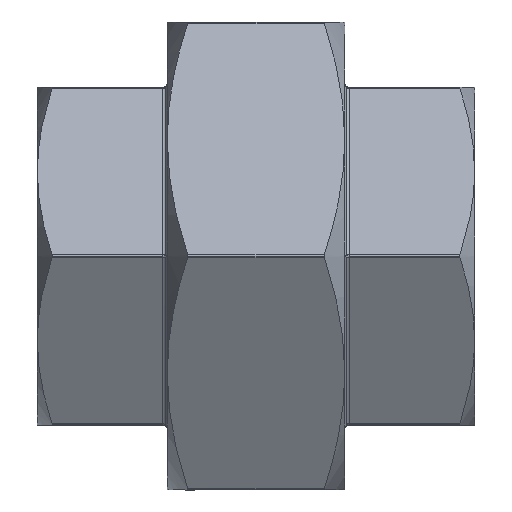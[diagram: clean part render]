
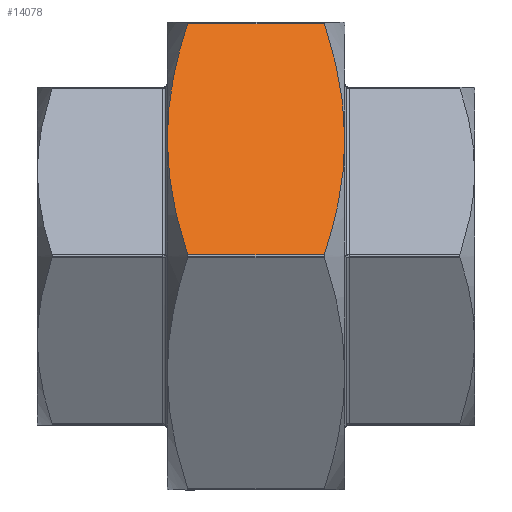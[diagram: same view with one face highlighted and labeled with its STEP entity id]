
A CAD part, front view. The second image highlights one B-rep face of the part: STEP entity #14078.
In plain terms, the highlighted planar face has unit normal (0, -0.866, 0.5).
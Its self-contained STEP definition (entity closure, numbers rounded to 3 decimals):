
#401 = CARTESIAN_POINT ( 'NONE',  ( 7.888, -15.675, 26.85 ) ) ;
#612 =( BOUNDED_CURVE ( )  B_SPLINE_CURVE ( 2, ( #6877, #10242, #7806 ),
 .UNSPECIFIED., .F., .F. ) 
 B_SPLINE_CURVE_WITH_KNOTS ( ( 3, 3 ),
 ( 2.3, 3.959 ),
 .UNSPECIFIED. ) 
 CURVE ( )  GEOMETRIC_REPRESENTATION_ITEM ( )  RATIONAL_B_SPLINE_CURVE ( ( 1., 1.052, 1.029 ) ) 
 REPRESENTATION_ITEM ( '' )  );
#1405 = EDGE_CURVE ( 'NONE', #4216, #14603, #3640, .T. ) ;
#2024 = CARTESIAN_POINT ( 'NONE',  ( 7.888, -31.09, 0.15 ) ) ;
#2217 = LINE ( 'NONE', #3786, #11119 ) ;
#2371 = CARTESIAN_POINT ( 'NONE',  ( 7.888, -15.675, 26.85 ) ) ;
#2465 = CARTESIAN_POINT ( 'NONE',  ( -7.888, -15.675, 26.85 ) ) ;
#2501 = CARTESIAN_POINT ( 'NONE',  ( 0., -31.09, 0.15 ) ) ;
#2786 =( BOUNDED_CURVE ( )  B_SPLINE_CURVE ( 2, ( #2024, #5470, #11193 ),
 .UNSPECIFIED., .F., .T. ) 
 B_SPLINE_CURVE_WITH_KNOTS ( ( 3, 3 ),
 ( 0.642, 2.3 ),
 .UNSPECIFIED. ) 
 CURVE ( )  GEOMETRIC_REPRESENTATION_ITEM ( )  RATIONAL_B_SPLINE_CURVE ( ( 1.029, 1.052, 1. ) ) 
 REPRESENTATION_ITEM ( '' )  );
#3305 = CARTESIAN_POINT ( 'NONE',  ( -10.25, -23.383, 13.5 ) ) ;
#3555 = VERTEX_POINT ( 'NONE', #8236 ) ;
#3640 = LINE ( 'NONE', #2501, #7211 ) ;
#3718 = EDGE_CURVE ( 'NONE', #11294, #3911, #8346, .T. ) ;
#3786 = CARTESIAN_POINT ( 'NONE',  ( 0., -15.675, 26.85 ) ) ;
#3911 = VERTEX_POINT ( 'NONE', #2371 ) ;
#3970 = EDGE_CURVE ( 'NONE', #4216, #11294, #2786, .T. ) ;
#4216 = VERTEX_POINT ( 'NONE', #13901 ) ;
#4967 = ORIENTED_EDGE ( 'NONE', *, *, #3970, .T. ) ;
#4968 = CARTESIAN_POINT ( 'NONE',  ( 10.25, -19.8, 19.705 ) ) ;
#5470 = CARTESIAN_POINT ( 'NONE',  ( 10.25, -26.965, 7.295 ) ) ;
#5569 = DIRECTION ( 'NONE',  ( 0., -0.866, 0.5 ) ) ;
#6136 = EDGE_CURVE ( 'NONE', #3555, #10256, #9280, .T. ) ;
#6425 = EDGE_CURVE ( 'NONE', #3555, #3911, #2217, .T. ) ;
#6877 = CARTESIAN_POINT ( 'NONE',  ( -10.25, -23.383, 13.5 ) ) ;
#7211 = VECTOR ( 'NONE', #13940, 1000. ) ;
#7639 = ORIENTED_EDGE ( 'NONE', *, *, #6136, .T. ) ;
#7806 = CARTESIAN_POINT ( 'NONE',  ( -7.888, -31.09, 0.15 ) ) ;
#7981 = CARTESIAN_POINT ( 'NONE',  ( 10.25, -23.383, 13.5 ) ) ;
#8041 = AXIS2_PLACEMENT_3D ( 'NONE', #10037, #5569, #8901 ) ;
#8236 = CARTESIAN_POINT ( 'NONE',  ( -7.888, -15.675, 26.85 ) ) ;
#8346 =( BOUNDED_CURVE ( )  B_SPLINE_CURVE ( 2, ( #8549, #4968, #401 ),
 .UNSPECIFIED., .F., .T. ) 
 B_SPLINE_CURVE_WITH_KNOTS ( ( 3, 3 ),
 ( 2.3, 3.959 ),
 .UNSPECIFIED. ) 
 CURVE ( )  GEOMETRIC_REPRESENTATION_ITEM ( )  RATIONAL_B_SPLINE_CURVE ( ( 1., 1.052, 1.029 ) ) 
 REPRESENTATION_ITEM ( '' )  );
#8549 = CARTESIAN_POINT ( 'NONE',  ( 10.25, -23.383, 13.5 ) ) ;
#8708 = EDGE_CURVE ( 'NONE', #10256, #14603, #612, .T. ) ;
#8778 = ORIENTED_EDGE ( 'NONE', *, *, #1405, .F. ) ;
#8901 = DIRECTION ( 'NONE',  ( 0., 0.5, 0.866 ) ) ;
#9280 =( BOUNDED_CURVE ( )  B_SPLINE_CURVE ( 2, ( #2465, #10430, #9670 ),
 .UNSPECIFIED., .F., .F. ) 
 B_SPLINE_CURVE_WITH_KNOTS ( ( 3, 3 ),
 ( 0.642, 2.3 ),
 .UNSPECIFIED. ) 
 CURVE ( )  GEOMETRIC_REPRESENTATION_ITEM ( )  RATIONAL_B_SPLINE_CURVE ( ( 1.029, 1.052, 1. ) ) 
 REPRESENTATION_ITEM ( '' )  );
#9464 = DIRECTION ( 'NONE',  ( 1., 0., 0. ) ) ;
#9670 = CARTESIAN_POINT ( 'NONE',  ( -10.25, -23.383, 13.5 ) ) ;
#9817 = CARTESIAN_POINT ( 'NONE',  ( -7.888, -31.09, 0.15 ) ) ;
#9941 = ORIENTED_EDGE ( 'NONE', *, *, #6425, .F. ) ;
#10037 = CARTESIAN_POINT ( 'NONE',  ( 0., -31.177, 0. ) ) ;
#10242 = CARTESIAN_POINT ( 'NONE',  ( -10.25, -26.965, 7.295 ) ) ;
#10256 = VERTEX_POINT ( 'NONE', #3305 ) ;
#10430 = CARTESIAN_POINT ( 'NONE',  ( -10.25, -19.8, 19.705 ) ) ;
#11119 = VECTOR ( 'NONE', #9464, 1000. ) ;
#11186 = PLANE ( 'NONE',  #8041 ) ;
#11193 = CARTESIAN_POINT ( 'NONE',  ( 10.25, -23.383, 13.5 ) ) ;
#11294 = VERTEX_POINT ( 'NONE', #7981 ) ;
#11516 = ORIENTED_EDGE ( 'NONE', *, *, #8708, .T. ) ;
#12623 = ORIENTED_EDGE ( 'NONE', *, *, #3718, .T. ) ;
#13354 = EDGE_LOOP ( 'NONE', ( #8778, #4967, #12623, #9941, #7639, #11516 ) ) ;
#13901 = CARTESIAN_POINT ( 'NONE',  ( 7.888, -31.09, 0.15 ) ) ;
#13940 = DIRECTION ( 'NONE',  ( -1., 0., 0. ) ) ;
#14078 = ADVANCED_FACE ( 'NONE', ( #14285 ), #11186, .T. ) ;
#14285 = FACE_OUTER_BOUND ( 'NONE', #13354, .T. ) ;
#14603 = VERTEX_POINT ( 'NONE', #9817 ) ;
